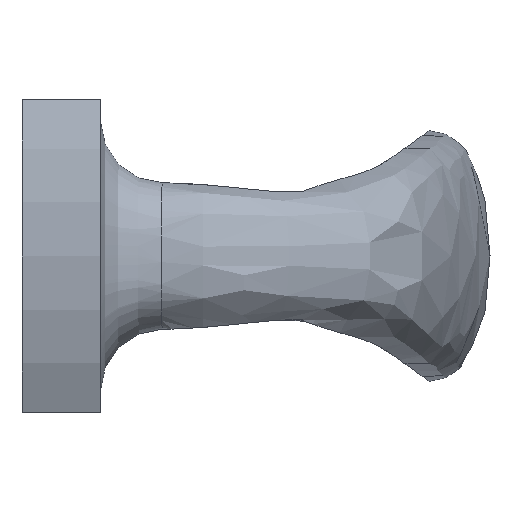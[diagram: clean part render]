
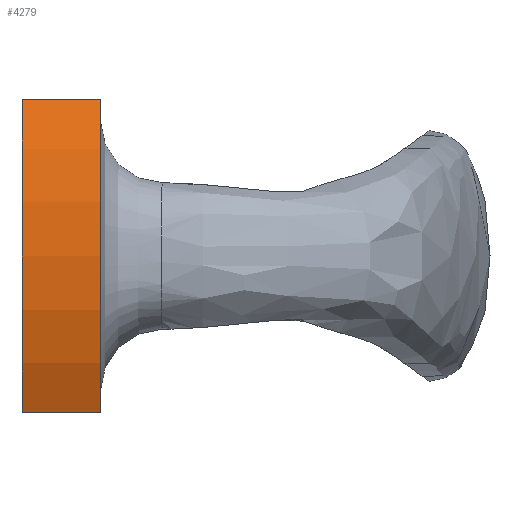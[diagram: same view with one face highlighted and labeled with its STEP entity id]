
A CAD part, left-side view. The second image highlights one B-rep face of the part: STEP entity #4279.
In plain terms, the highlighted free-form (B-spline) face has degree [1, 2] with [2, 3] control points.
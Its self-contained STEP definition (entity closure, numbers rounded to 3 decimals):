
#4184=CARTESIAN_POINT('',(-5.413,-5.,10.0));
#4185=VERTEX_POINT('',#4184);
#4192=CARTESIAN_POINT('',(-5.413,0.0,10.0));
#4193=VERTEX_POINT('',#4192);
#4199=CARTESIAN_POINT('',(-5.413,0.0,10.0));
#4200=CARTESIAN_POINT('',(-5.413,-5.,10.0));
#4201=QUASI_UNIFORM_CURVE('',1,(#4199,#4200),.UNSPECIFIED.,.F.,.U.);
#4202=EDGE_CURVE('',#4193,#4185,#4201,.T.);
#4212=CARTESIAN_POINT('',(-5.413,0.0,-10.0));
#4213=VERTEX_POINT('',#4212);
#4220=CARTESIAN_POINT('',(-5.413,-5.,-10.0));
#4221=VERTEX_POINT('',#4220);
#4227=CARTESIAN_POINT('',(-5.413,0.0,-10.0));
#4228=CARTESIAN_POINT('',(-5.413,-5.,-10.0));
#4229=QUASI_UNIFORM_CURVE('',1,(#4227,#4228),.UNSPECIFIED.,.F.,.U.);
#4230=EDGE_CURVE('',#4213,#4221,#4229,.T.);
#4235=CARTESIAN_POINT('',(-4.999,0.125,-10.9));
#4236=CARTESIAN_POINT('',(-4.999,-5.128,-10.9));
#4237=CARTESIAN_POINT('',(-10.282,0.125,0.005));
#4238=CARTESIAN_POINT('',(-10.282,-5.128,0.005));
#4239=CARTESIAN_POINT('',(-4.995,0.125,10.907));
#4240=CARTESIAN_POINT('',(-4.995,-5.128,10.907));
#4248=(BOUNDED_SURFACE()B_SPLINE_SURFACE(1,2,((#4235,#4237,#4239),(#4236,#4238,#4240)),.UNSPECIFIED.,.F.,.F.,.U.)B_SPLINE_SURFACE_WITH_KNOTS((2,2),(3,3),(0.0,5.253),(0.0,22.956),.UNSPECIFIED.)GEOMETRIC_REPRESENTATION_ITEM()RATIONAL_B_SPLINE_SURFACE(((1.,0.896,0.991),(1.,0.896,0.991)))REPRESENTATION_ITEM('')SURFACE());
#4249=CARTESIAN_POINT('',(-5.413,-5.,10.0));
#4250=CARTESIAN_POINT('',(-9.777,-5.,0.));
#4251=CARTESIAN_POINT('',(-5.413,-5.,-10.0));
#4259=(BOUNDED_CURVE()B_SPLINE_CURVE(2,(#4249,#4250,#4251),.UNSPECIFIED.,.F.,.U.)CURVE()GEOMETRIC_REPRESENTATION_ITEM()QUASI_UNIFORM_CURVE()RATIONAL_B_SPLINE_CURVE((1.0,0.917,1.0))REPRESENTATION_ITEM(''));
#4260=EDGE_CURVE('',#4185,#4221,#4259,.T.);
#4261=ORIENTED_EDGE('',*,*,#4260,.F.);
#4262=ORIENTED_EDGE('',*,*,#4202,.F.);
#4263=CARTESIAN_POINT('',(-5.413,0.0,10.0));
#4264=CARTESIAN_POINT('',(-9.777,0.0,0.));
#4265=CARTESIAN_POINT('',(-5.413,0.0,-10.0));
#4273=(BOUNDED_CURVE()B_SPLINE_CURVE(2,(#4263,#4264,#4265),.UNSPECIFIED.,.F.,.U.)CURVE()GEOMETRIC_REPRESENTATION_ITEM()QUASI_UNIFORM_CURVE()RATIONAL_B_SPLINE_CURVE((1.0,0.917,1.0))REPRESENTATION_ITEM(''));
#4274=EDGE_CURVE('',#4193,#4213,#4273,.T.);
#4275=ORIENTED_EDGE('',*,*,#4274,.T.);
#4276=ORIENTED_EDGE('',*,*,#4230,.T.);
#4277=EDGE_LOOP('',(#4261,#4262,#4275,#4276));
#4278=FACE_OUTER_BOUND('',#4277,.T.);
#4279=ADVANCED_FACE('',(#4278),#4248,.T.);
